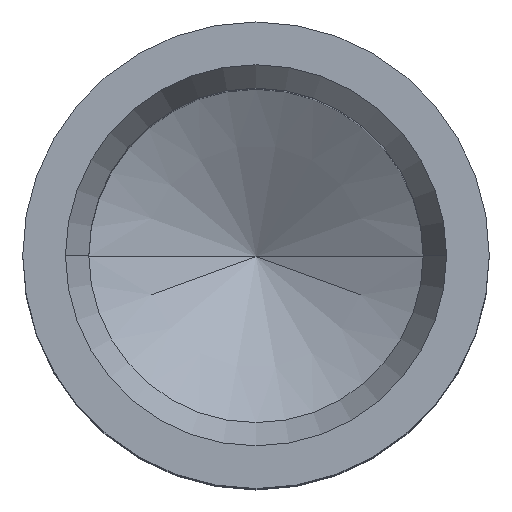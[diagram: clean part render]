
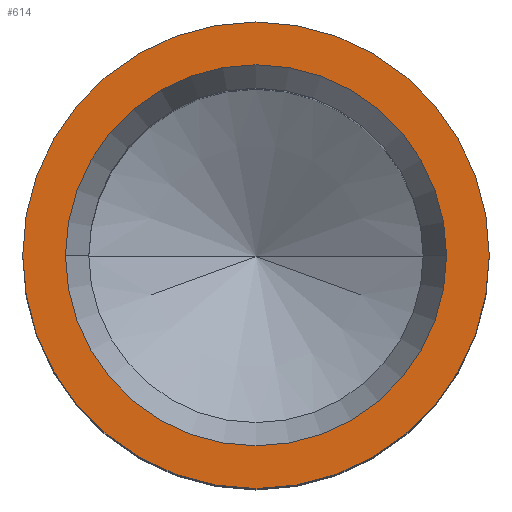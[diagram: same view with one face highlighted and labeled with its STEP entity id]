
A CAD part, top view. The second image highlights one B-rep face of the part: STEP entity #614.
In plain terms, the highlighted planar face has unit normal (0, 0, 1).
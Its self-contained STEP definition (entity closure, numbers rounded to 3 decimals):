
#167=CARTESIAN_POINT('',(0.,0.,14.534));
#168=DIRECTION('',(0.,0.,-1.));
#169=DIRECTION('',(-1.,0.,0.));
#170=AXIS2_PLACEMENT_3D('',#167,#168,#169);
#172=CARTESIAN_POINT('',(0.,0.,14.534));
#173=DIRECTION('',(0.,0.,1.));
#174=DIRECTION('',(-1.,0.,0.));
#175=AXIS2_PLACEMENT_3D('',#172,#173,#174);
#177=CARTESIAN_POINT('',(0.,0.,14.534));
#178=DIRECTION('',(0.,0.,-1.));
#179=DIRECTION('',(-1.,0.,0.));
#180=AXIS2_PLACEMENT_3D('',#177,#178,#179);
#182=CARTESIAN_POINT('',(0.,0.,14.534));
#183=DIRECTION('',(0.,0.,-1.));
#184=DIRECTION('',(1.,0.,0.));
#185=AXIS2_PLACEMENT_3D('',#182,#183,#184);
#278=CARTESIAN_POINT('',(-3.,0.,14.534));
#280=VERTEX_POINT('',#278);
#292=CARTESIAN_POINT('',(3.,0.,14.534));
#294=VERTEX_POINT('',#292);
#313=CARTESIAN_POINT('',(-2.45,0.,14.534));
#314=CARTESIAN_POINT('',(2.45,0.,14.534));
#315=VERTEX_POINT('',#313);
#316=VERTEX_POINT('',#314);
#599=CARTESIAN_POINT('',(0.,0.,14.534));
#600=DIRECTION('',(0.,0.,1.));
#601=DIRECTION('',(-1.,0.,0.));
#602=AXIS2_PLACEMENT_3D('',#599,#600,#601);
#603=PLANE('',#602);
#604=ORIENTED_EDGE('',*,*,#594,.T.);
#605=ORIENTED_EDGE('',*,*,#578,.F.);
#606=EDGE_LOOP('',(#604,#605));
#607=FACE_OUTER_BOUND('',#606,.F.);
#609=ORIENTED_EDGE('',*,*,#608,.F.);
#611=ORIENTED_EDGE('',*,*,#610,.F.);
#612=EDGE_LOOP('',(#609,#611));
#613=FACE_BOUND('',#612,.F.);
#614=ADVANCED_FACE('',(#607,#613),#603,.T.);
#171=CIRCLE('',#170,3.);
#176=CIRCLE('',#175,3.);
#181=CIRCLE('',#180,2.45);
#186=CIRCLE('',#185,2.45);
#578=EDGE_CURVE('',#280,#294,#176,.T.);
#594=EDGE_CURVE('',#280,#294,#171,.T.);
#608=EDGE_CURVE('',#315,#316,#181,.T.);
#610=EDGE_CURVE('',#316,#315,#186,.T.);
